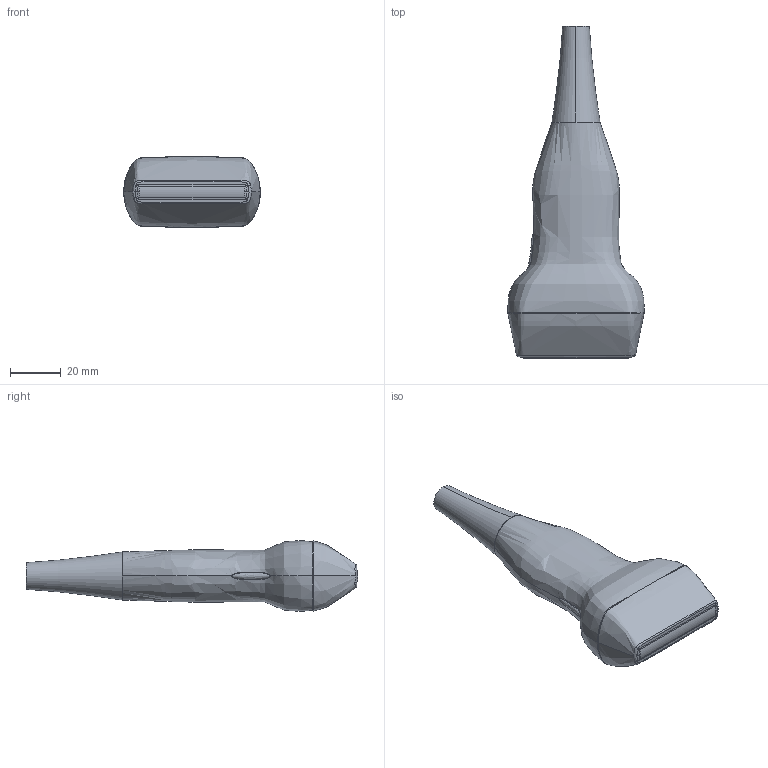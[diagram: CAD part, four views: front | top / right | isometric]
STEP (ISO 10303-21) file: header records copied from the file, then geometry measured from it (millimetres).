
FILE_DESCRIPTION (( 'STEP AP214' ), '1' );
FILE_NAME ('T01574_ASSY.STEP', '2015-01-28T06:40:26', ( '' ), ( '' ), 'SwSTEP 2.0', 'SolidWorks 2014', '' );
FILE_SCHEMA (( 'AUTOMOTIVE_DESIGN' ));
Length unit declared in the file: millimetre
Products named in the file (4): T01574_ASSY; 3; 2; 1
Assembly tree (3 placements, depth 2):
  T01574_ASSY
    1
    2
    3
Bounding box: 53.97 x 130.95 x 27.94 mm (x, y, z)
Volume: 71040.4 mm3; surface area: 17344.2 mm2
Topology: 3 solids, 3 shells, 82 faces, 221 edges, 149 vertices
Faces by surface type: bspline 61, cylinder 10, plane 9, torus 2
Entity records: 17792 total; most frequent: CARTESIAN_POINT 16068, ORIENTED_EDGE 442, EDGE_CURVE 221, B_SPLINE_CURVE_WITH_KNOTS 164, DIRECTION 157, VERTEX_POINT 149, EDGE_LOOP 88, FACE_OUTER_BOUND 82
